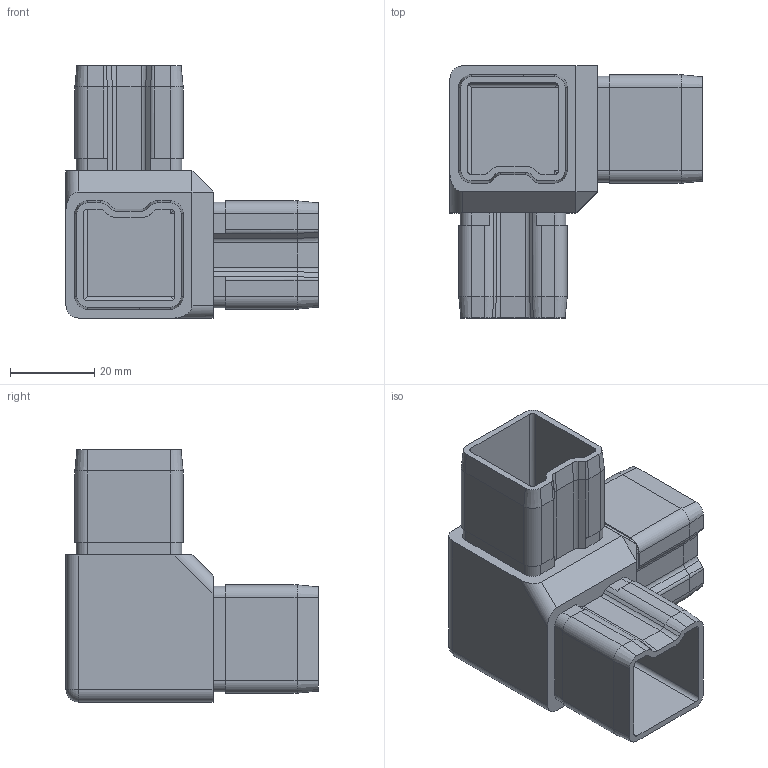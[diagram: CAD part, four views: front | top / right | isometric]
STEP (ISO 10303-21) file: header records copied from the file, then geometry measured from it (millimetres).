
FILE_DESCRIPTION (( 'STEP AP203' ), '1' );
FILE_NAME ('10143030.step', '2020-03-09T09:37:32', ( '' ), ( '' ), 'SwSTEP 2.0', 'SolidWorks 2015', '' );
FILE_SCHEMA (( 'CONFIG_CONTROL_DESIGN' ));
Length unit declared in the file: millimetre
Products named in the file (2): 10143030
Bounding box: 60 x 60 x 60 mm (x, y, z)
Volume: 32096 mm3; surface area: 23240.4 mm2
Topology: 1 solids, 1 shells, 436 faces, 1108 edges, 698 vertices
Faces by surface type: plane 242, bspline 103, cylinder 66, cone 24, sphere 1
Entity records: 18853 total; most frequent: CARTESIAN_POINT 8902, ORIENTED_EDGE 2214, DIRECTION 1679, EDGE_CURVE 1107, LINE 737, VECTOR 737, VERTEX_POINT 698, AXIS2_PLACEMENT_3D 471
